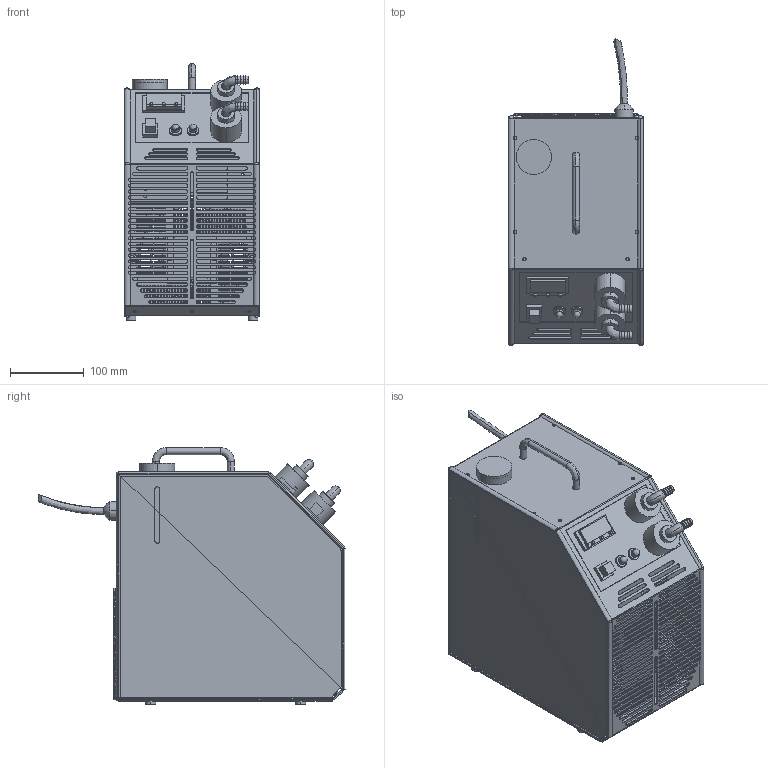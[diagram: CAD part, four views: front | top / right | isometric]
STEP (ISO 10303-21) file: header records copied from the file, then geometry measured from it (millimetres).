
FILE_DESCRIPTION (( 'STEP AP203' ), '1' );
FILE_NAME ('TLC-700.STEP', '2016-06-27T15:26:10', ( '' ), ( '' ), 'SwSTEP 2.0', 'SolidWorks 2016', '' );
FILE_SCHEMA (( 'CONFIG_CONTROL_DESIGN' ));
Products named in the file (1): TLC-700
Bounding box: 183.43 x 414.88 x 347.6 mm (x, y, z)
Surface area: 2571879.4 mm2 (no closed solid volume)
Topology: 0 solids, 26 shells, 2534 faces, 7033 edges, 4675 vertices
Faces by surface type: plane 1803, cylinder 610, bspline 105, cone 16
Entity records: 91002 total; most frequent: CARTESIAN_POINT 25954, ORIENTED_EDGE 13954, DIRECTION 12581, EDGE_CURVE 7013, VECTOR 4923, LINE 4923, VERTEX_POINT 4672, AXIS2_PLACEMENT_3D 3829
